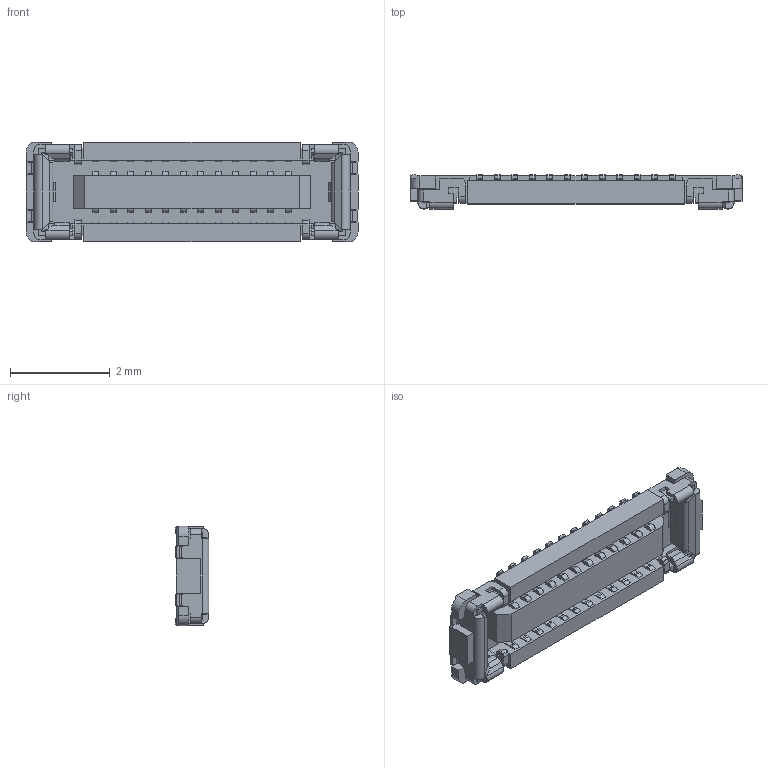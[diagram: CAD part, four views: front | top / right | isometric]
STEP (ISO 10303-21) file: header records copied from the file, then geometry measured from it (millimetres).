
FILE_DESCRIPTION((''),'2;1');
FILE_NAME('5052702412','2018-10-05T',('me'),(''),'PRO/ENGINEER BY PARAMETRIC TECHNOLOGY CORPORATION, 2016010','PRO/ENGINEER BY PARAMETRIC TECHNOLOGY CORPORATION, 2016010','');
FILE_SCHEMA(('CONFIG_CONTROL_DESIGN'));
Length unit declared in the file: millimetre
Products named in the file (1): 5052702412
Bounding box: 6.65 x 0.68 x 2 mm (x, y, z)
Volume: 5.4 mm3; surface area: 52.7 mm2
Topology: 1 solids, 1 shells, 847 faces, 2468 edges, 1672 vertices
Faces by surface type: plane 711, cylinder 136
Entity records: 27526 total; most frequent: CARTESIAN_POINT 4925, ORIENTED_EDGE 4712, DIRECTION 4420, EDGE_CURVE 2356, VECTOR 2172, LINE 2172, VERTEX_POINT 1560, AXIS2_PLACEMENT_3D 1124
